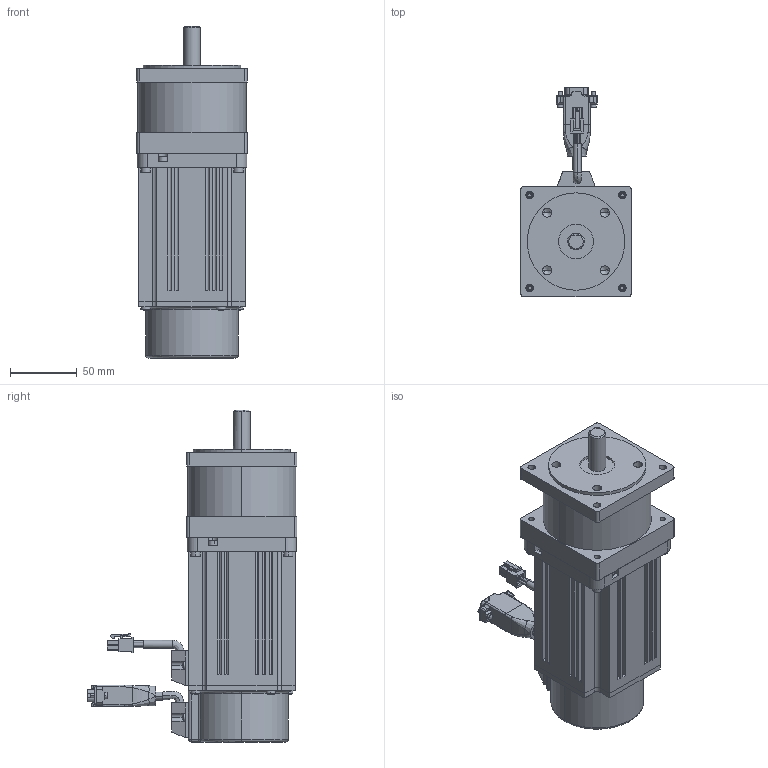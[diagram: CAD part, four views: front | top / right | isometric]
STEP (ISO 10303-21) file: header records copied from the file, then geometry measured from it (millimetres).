
FILE_DESCRIPTION (( 'STEP AP214' ), '1' );
FILE_NAME ('EP34-2A-MX2500-CB-001.STEP', '2022-01-19T00:23:54', ( '' ), ( '' ), 'SwSTEP 2.0', 'SolidWorks 2019', '' );
FILE_SCHEMA (( 'AUTOMOTIVE_DESIGN' ));
Length unit declared in the file: millimetre
Products named in the file (14): Encoder cable; cross recessed small pan head screws gb_GB_CROSS_SCREWS_TYPE3 M3X5-5-N; 39-01-2040; Cable stain relief; Power cable; key 3.175 mm; 5748677-1; M4X5-5-N; 748364-1; EP34-2A-MX2500-CB-001; M4 x 8 SHCS_91290A140; Size34 brake; EP34-2B; EP80 end bell
Assembly tree (28 placements, depth 2):
  EP34-2A-MX2500-CB-001
    EP34-2B
    EP80 end bell
    M4X5-5-N  x4
    Cable stain relief  x2
    cross recessed small pan head screws gb_GB_CROSS_SCREWS_TYPE3 M3X5-5-N  x4
    Power cable
    Encoder cable
    M4 x 8 SHCS_91290A140  x9
    39-01-2040
    5748677-1
    748364-1
    key 3.175 mm
    Size34 brake
Bounding box: 82.6 x 157.29 x 248.9 mm (x, y, z)
Volume: 1037989.6 mm3; surface area: 175410.6 mm2
Topology: 25 solids, 33 shells, 2017 faces, 5255 edges, 3415 vertices
Faces by surface type: cylinder 892, plane 852, cone 163, bspline 96, torus 12, sphere 2
Entity records: 41764 total; most frequent: CARTESIAN_POINT 11364, ORIENTED_EDGE 6254, DIRECTION 6100, EDGE_CURVE 3134, AXIS2_PLACEMENT_3D 2058, VERTEX_POINT 2049, VECTOR 1984, LINE 1984
